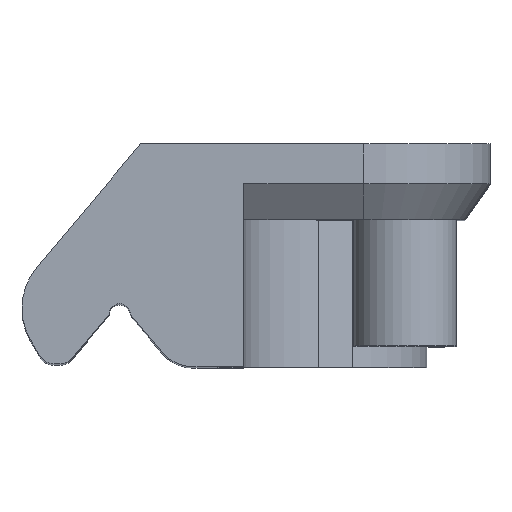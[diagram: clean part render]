
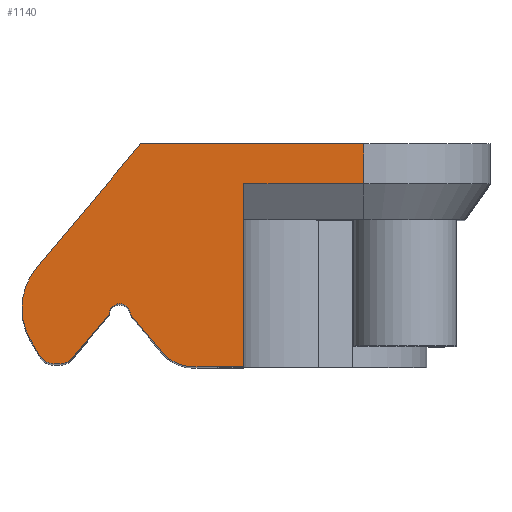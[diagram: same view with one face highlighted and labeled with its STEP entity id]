
A CAD part, top view. The second image highlights one B-rep face of the part: STEP entity #1140.
In plain terms, the highlighted planar face has unit normal (0, 0, 1).
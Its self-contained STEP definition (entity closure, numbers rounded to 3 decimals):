
#162=CARTESIAN_POINT('Vertex',(-0.2,-2.65,19.55)) ;
#165=CARTESIAN_POINT('Line Origine',(-0.792,-2.65,19.55)) ;
#169=CARTESIAN_POINT('Vertex',(-1.385,-2.65,19.55)) ;
#213=CARTESIAN_POINT('Axis2P3D Location',(-1.385,-1.65,19.55)) ;
#217=CARTESIAN_POINT('Vertex',(-2.151,-2.293,19.55)) ;
#237=CARTESIAN_POINT('Line Origine',(-2.525,-1.846,19.55)) ;
#241=CARTESIAN_POINT('Vertex',(-2.9,-1.4,19.55)) ;
#268=CARTESIAN_POINT('Axis2P3D Location',(-3.15,-1.4,19.55)) ;
#272=CARTESIAN_POINT('Vertex',(-3.4,-1.4,19.55)) ;
#441=CARTESIAN_POINT('Vertex',(2.65,1.7,19.55)) ;
#534=CARTESIAN_POINT('Vertex',(-0.2,1.7,19.55)) ;
#544=CARTESIAN_POINT('Line Origine',(-2.223,1.7,19.55)) ;
#654=CARTESIAN_POINT('Vertex',(2.65,2.65,19.55)) ;
#657=CARTESIAN_POINT('Line Origine',(2.65,0.,19.55)) ;
#722=CARTESIAN_POINT('Axis2P3D Location',(-3.971,-1.258,19.55)) ;
#726=CARTESIAN_POINT('Vertex',(-5.27,-2.008,19.55)) ;
#728=CARTESIAN_POINT('Vertex',(-5.12,-0.294,19.55)) ;
#762=CARTESIAN_POINT('Line Origine',(-4.15,0.862,19.55)) ;
#766=CARTESIAN_POINT('Vertex',(-2.65,2.65,19.55)) ;
#817=CARTESIAN_POINT('Line Origine',(-0.2,-0.475,19.55)) ;
#938=CARTESIAN_POINT('Line Origine',(0.,2.65,19.55)) ;
#973=CARTESIAN_POINT('Line Origine',(-3.835,-1.919,19.55)) ;
#977=CARTESIAN_POINT('Vertex',(-4.27,-2.437,19.55)) ;
#997=CARTESIAN_POINT('Axis2P3D Location',(-4.577,-2.18,19.55)) ;
#1001=CARTESIAN_POINT('Vertex',(-4.577,-2.58,19.55)) ;
#1028=CARTESIAN_POINT('Line Origine',(-5.275,-2.,19.55)) ;
#1032=CARTESIAN_POINT('Vertex',(-5.055,-2.38,19.55)) ;
#1098=CARTESIAN_POINT('Vertex',(-4.709,-2.58,19.55)) ;
#1101=CARTESIAN_POINT('Line Origine',(-4.643,-2.58,19.55)) ;
#1113=CARTESIAN_POINT('Axis2P3D Location',(0.,0.,19.55)) ;
#1118=CARTESIAN_POINT('Axis2P3D Location',(-4.709,-2.18,19.55)) ;
#166=DIRECTION('Vector Direction',(-1.,0.,0.)) ;
#214=DIRECTION('Axis2P3D Direction',(0.,0.,1.)) ;
#238=DIRECTION('Vector Direction',(-0.643,0.766,0.)) ;
#269=DIRECTION('Axis2P3D Direction',(0.,0.,1.)) ;
#545=DIRECTION('Vector Direction',(1.,0.,0.)) ;
#658=DIRECTION('Vector Direction',(0.,1.,0.)) ;
#723=DIRECTION('Axis2P3D Direction',(-0.,0.,-1.)) ;
#763=DIRECTION('Vector Direction',(-0.643,-0.766,0.)) ;
#818=DIRECTION('Vector Direction',(0.,-1.,0.)) ;
#939=DIRECTION('Vector Direction',(1.,0.,0.)) ;
#974=DIRECTION('Vector Direction',(-0.643,-0.766,0.)) ;
#998=DIRECTION('Axis2P3D Direction',(0.,0.,-1.)) ;
#1029=DIRECTION('Vector Direction',(0.5,-0.866,0.)) ;
#1102=DIRECTION('Vector Direction',(1.,0.,0.)) ;
#1114=DIRECTION('Axis2P3D Direction',(0.,0.,1.)) ;
#1115=DIRECTION('Axis2P3D XDirection',(1.,0.,0.)) ;
#1119=DIRECTION('Axis2P3D Direction',(0.,0.,1.)) ;
#215=AXIS2_PLACEMENT_3D('Circle Axis2P3D',#213,#214,$) ;
#270=AXIS2_PLACEMENT_3D('Circle Axis2P3D',#268,#269,$) ;
#724=AXIS2_PLACEMENT_3D('Circle Axis2P3D',#722,#723,$) ;
#999=AXIS2_PLACEMENT_3D('Circle Axis2P3D',#997,#998,$) ;
#1116=AXIS2_PLACEMENT_3D('Plane Axis2P3D',#1113,#1114,#1115) ;
#1120=AXIS2_PLACEMENT_3D('Circle Axis2P3D',#1118,#1119,$) ;
#1124=ORIENTED_EDGE('',*,*,#1105,.F.) ;
#1125=ORIENTED_EDGE('',*,*,#1003,.F.) ;
#1126=ORIENTED_EDGE('',*,*,#979,.F.) ;
#1127=ORIENTED_EDGE('',*,*,#274,.F.) ;
#1128=ORIENTED_EDGE('',*,*,#243,.F.) ;
#1129=ORIENTED_EDGE('',*,*,#219,.F.) ;
#1130=ORIENTED_EDGE('',*,*,#171,.T.) ;
#1131=ORIENTED_EDGE('',*,*,#821,.F.) ;
#1132=ORIENTED_EDGE('',*,*,#548,.F.) ;
#1133=ORIENTED_EDGE('',*,*,#661,.T.) ;
#1134=ORIENTED_EDGE('',*,*,#942,.T.) ;
#1135=ORIENTED_EDGE('',*,*,#768,.F.) ;
#1136=ORIENTED_EDGE('',*,*,#730,.F.) ;
#1137=ORIENTED_EDGE('',*,*,#1034,.F.) ;
#1138=ORIENTED_EDGE('',*,*,#1122,.F.) ;
#167=VECTOR('Line Direction',#166,1.) ;
#239=VECTOR('Line Direction',#238,1.) ;
#546=VECTOR('Line Direction',#545,1.) ;
#659=VECTOR('Line Direction',#658,1.) ;
#764=VECTOR('Line Direction',#763,1.) ;
#819=VECTOR('Line Direction',#818,1.) ;
#940=VECTOR('Line Direction',#939,1.) ;
#975=VECTOR('Line Direction',#974,1.) ;
#1030=VECTOR('Line Direction',#1029,1.) ;
#1103=VECTOR('Line Direction',#1102,1.) ;
#1140=ADVANCED_FACE('PartBody',(#1139),#1117,.T.) ;
#216=CIRCLE('generated circle',#215,1.) ;
#271=CIRCLE('generated circle',#270,0.25) ;
#725=CIRCLE('generated circle',#724,1.5) ;
#1000=CIRCLE('generated circle',#999,0.4) ;
#1121=CIRCLE('generated circle',#1120,0.4) ;
#171=EDGE_CURVE('',#170,#163,#168,.F.) ;
#219=EDGE_CURVE('',#170,#218,#216,.F.) ;
#243=EDGE_CURVE('',#218,#242,#240,.T.) ;
#274=EDGE_CURVE('',#242,#273,#271,.T.) ;
#548=EDGE_CURVE('',#442,#535,#547,.F.) ;
#661=EDGE_CURVE('',#442,#655,#660,.T.) ;
#730=EDGE_CURVE('',#727,#729,#725,.T.) ;
#768=EDGE_CURVE('',#729,#767,#765,.F.) ;
#821=EDGE_CURVE('',#535,#163,#820,.T.) ;
#942=EDGE_CURVE('',#655,#767,#941,.F.) ;
#979=EDGE_CURVE('',#273,#978,#976,.T.) ;
#1003=EDGE_CURVE('',#978,#1002,#1000,.T.) ;
#1034=EDGE_CURVE('',#1033,#727,#1031,.F.) ;
#1105=EDGE_CURVE('',#1002,#1099,#1104,.F.) ;
#1122=EDGE_CURVE('',#1099,#1033,#1121,.F.) ;
#1123=EDGE_LOOP('',(#1124,#1125,#1126,#1127,#1128,#1129,#1130,#1131,#1132,#1133,#1134,#1135,#1136,#1137,#1138)) ;
#1139=FACE_OUTER_BOUND('',#1123,.T.) ;
#168=LINE('Line',#165,#167) ;
#240=LINE('Line',#237,#239) ;
#547=LINE('Line',#544,#546) ;
#660=LINE('Line',#657,#659) ;
#765=LINE('Line',#762,#764) ;
#820=LINE('Line',#817,#819) ;
#941=LINE('Line',#938,#940) ;
#976=LINE('Line',#973,#975) ;
#1031=LINE('Line',#1028,#1030) ;
#1104=LINE('Line',#1101,#1103) ;
#1117=PLANE('Plane',#1116) ;
#163=VERTEX_POINT('',#162) ;
#170=VERTEX_POINT('',#169) ;
#218=VERTEX_POINT('',#217) ;
#242=VERTEX_POINT('',#241) ;
#273=VERTEX_POINT('',#272) ;
#442=VERTEX_POINT('',#441) ;
#535=VERTEX_POINT('',#534) ;
#655=VERTEX_POINT('',#654) ;
#727=VERTEX_POINT('',#726) ;
#729=VERTEX_POINT('',#728) ;
#767=VERTEX_POINT('',#766) ;
#978=VERTEX_POINT('',#977) ;
#1002=VERTEX_POINT('',#1001) ;
#1033=VERTEX_POINT('',#1032) ;
#1099=VERTEX_POINT('',#1098) ;
